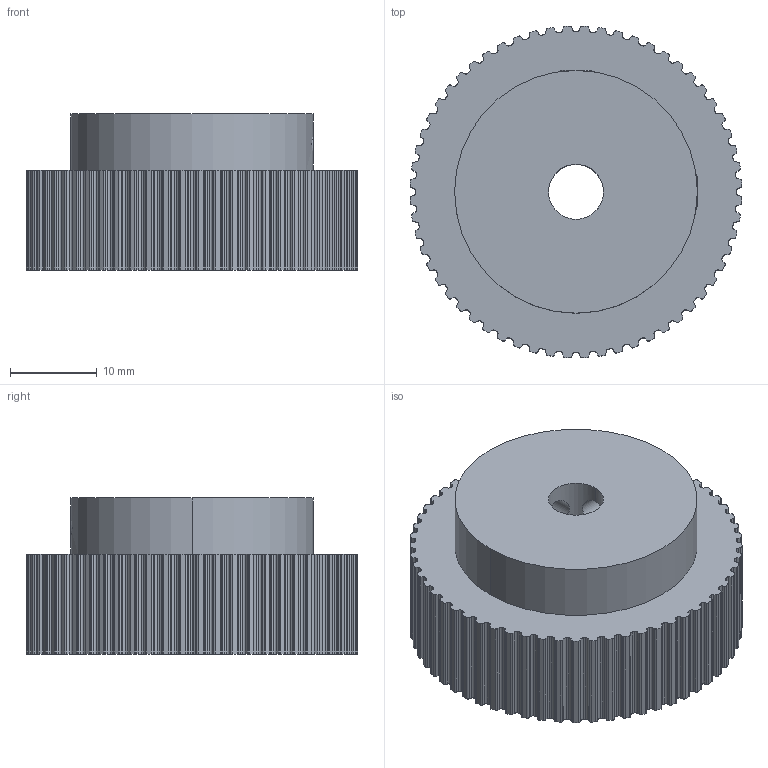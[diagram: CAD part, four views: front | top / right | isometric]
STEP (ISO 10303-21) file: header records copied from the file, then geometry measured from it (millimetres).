
FILE_DESCRIPTION (( 'STEP AP203' ), '1' );
FILE_NAME ('A60NF-MXL025-B0250.step', '2023-08-24T19:24:54', ( '' ), ( '' ), 'SwSTEP 2.0', 'SolidWorks 2021', '' );
FILE_SCHEMA (( 'CONFIG_CONTROL_DESIGN' ));
Length unit declared in the file: millimetre
Products named in the file (1): A60NF-MXL025-B0250
Bounding box: 38.27 x 38.27 x 18 mm (x, y, z)
Volume: 16157.7 mm3; surface area: 5284.3 mm2
Topology: 3 solids, 3 shells, 586 faces, 1707 edges, 1124 vertices
Faces by surface type: cylinder 421, plane 139, cone 26
Entity records: 20102 total; most frequent: CARTESIAN_POINT 3776, DIRECTION 3695, ORIENTED_EDGE 3406, EDGE_CURVE 1703, AXIS2_PLACEMENT_3D 1443, VERTEX_POINT 1124, CIRCLE 856, VECTOR 809
